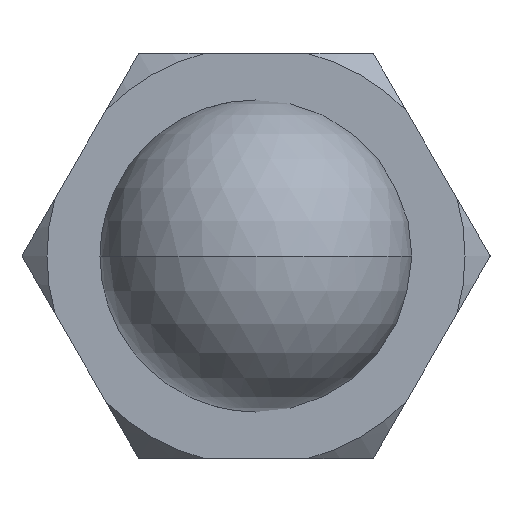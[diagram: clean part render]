
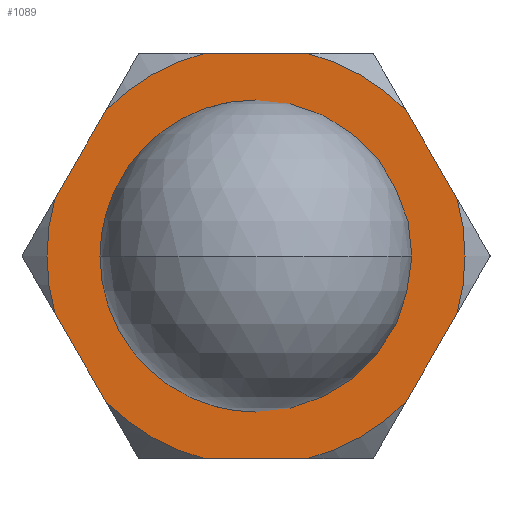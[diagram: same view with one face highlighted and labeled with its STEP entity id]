
A CAD part, left-side view. The second image highlights one B-rep face of the part: STEP entity #1089.
In plain terms, the highlighted planar face has unit normal (-1, 0, 0).
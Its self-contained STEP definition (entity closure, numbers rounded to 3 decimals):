
#13 = DIRECTION ( 'NONE',  ( 0., 0.5, 0.866 ) ) ;
#20 = CARTESIAN_POINT ( 'NONE',  ( -5., 7.304, -0.349 ) ) ;
#26 = AXIS2_PLACEMENT_3D ( 'NONE', #39, #36, #29 ) ;
#29 = DIRECTION ( 'NONE',  ( 0., 0., -1. ) ) ;
#36 = DIRECTION ( 'NONE',  ( 1., 0., 0. ) ) ;
#37 = DIRECTION ( 'NONE',  ( 0., 0., 1. ) ) ;
#39 = CARTESIAN_POINT ( 'NONE',  ( -5., 0., 0. ) ) ;
#42 = DIRECTION ( 'NONE',  ( -1., 0., 0. ) ) ;
#45 = CARTESIAN_POINT ( 'NONE',  ( -5., 0., 0. ) ) ;
#55 = CARTESIAN_POINT ( 'NONE',  ( -5., -1.625, -6.5 ) ) ;
#74 = CARTESIAN_POINT ( 'NONE',  ( -5., -1.625, 6.5 ) ) ;
#86 = AXIS2_PLACEMENT_3D ( 'NONE', #415, #389, #376 ) ;
#101 = DIRECTION ( 'NONE',  ( 0., 0., 1. ) ) ;
#105 = DIRECTION ( 'NONE',  ( -1., 0., 0. ) ) ;
#107 = CARTESIAN_POINT ( 'NONE',  ( -5., 0., 0. ) ) ;
#125 = CARTESIAN_POINT ( 'NONE',  ( -5., 7.304, 0.349 ) ) ;
#134 = DIRECTION ( 'NONE',  ( 0., -0.5, 0.866 ) ) ;
#147 = EDGE_LOOP ( 'NONE', ( #363, #369, #409, #410, #457, #1175, #1087, #1325, #526, #527, #251, #1184 ) ) ;
#161 = CARTESIAN_POINT ( 'NONE',  ( -5., -6.442, -1.843 ) ) ;
#164 = DIRECTION ( 'NONE',  ( 0., 0., 1. ) ) ;
#165 = DIRECTION ( 'NONE',  ( -1., 0., 0. ) ) ;
#169 = CARTESIAN_POINT ( 'NONE',  ( -5., 0., 0. ) ) ;
#190 = VECTOR ( 'NONE', #867, 1000. ) ;
#197 = DIRECTION ( 'NONE',  ( 0., 0., 1. ) ) ;
#199 = DIRECTION ( 'NONE',  ( -1., 0., 0. ) ) ;
#201 = AXIS2_PLACEMENT_3D ( 'NONE', #1317, #353, #1283 ) ;
#202 = CARTESIAN_POINT ( 'NONE',  ( -5., 0., 0. ) ) ;
#251 = ORIENTED_EDGE ( 'NONE', *, *, #666, .F. ) ;
#257 = AXIS2_PLACEMENT_3D ( 'NONE', #1276, #1226, #1010 ) ;
#274 = AXIS2_PLACEMENT_3D ( 'NONE', #45, #42, #37 ) ;
#279 = AXIS2_PLACEMENT_3D ( 'NONE', #107, #105, #101 ) ;
#292 = CARTESIAN_POINT ( 'NONE',  ( -5., -3.954, -6.151 ) ) ;
#293 = AXIS2_PLACEMENT_3D ( 'NONE', #202, #199, #197 ) ;
#298 = VECTOR ( 'NONE', #754, 1000. ) ;
#300 = AXIS2_PLACEMENT_3D ( 'NONE', #169, #165, #164 ) ;
#301 = ORIENTED_EDGE ( 'NONE', *, *, #1247, .T. ) ;
#324 = LINE ( 'NONE', #831, #298 ) ;
#353 = DIRECTION ( 'NONE',  ( 1., 0., 0. ) ) ;
#361 = ORIENTED_EDGE ( 'NONE', *, *, #644, .T. ) ;
#363 = ORIENTED_EDGE ( 'NONE', *, *, #1254, .F. ) ;
#369 = ORIENTED_EDGE ( 'NONE', *, *, #902, .T. ) ;
#371 = CIRCLE ( 'NONE', #402, 4.5 ) ;
#376 = DIRECTION ( 'NONE',  ( 0., 0., 1. ) ) ;
#389 = DIRECTION ( 'NONE',  ( -1., 0., 0. ) ) ;
#402 = AXIS2_PLACEMENT_3D ( 'NONE', #957, #958, #948 ) ;
#409 = ORIENTED_EDGE ( 'NONE', *, *, #1258, .F. ) ;
#410 = ORIENTED_EDGE ( 'NONE', *, *, #1221, .T. ) ;
#415 = CARTESIAN_POINT ( 'NONE',  ( -5., 0., 0. ) ) ;
#450 = DIRECTION ( 'NONE',  ( 0., 1., 0. ) ) ;
#457 = ORIENTED_EDGE ( 'NONE', *, *, #1274, .F. ) ;
#459 = CARTESIAN_POINT ( 'NONE',  ( -5., 1.625, -6.5 ) ) ;
#478 = VERTEX_POINT ( 'NONE', #594 ) ;
#526 = ORIENTED_EDGE ( 'NONE', *, *, #1305, .F. ) ;
#527 = ORIENTED_EDGE ( 'NONE', *, *, #933, .T. ) ;
#531 = CARTESIAN_POINT ( 'NONE',  ( -5., 4.817, 4.657 ) ) ;
#532 = VERTEX_POINT ( 'NONE', #574 ) ;
#544 = LINE ( 'NONE', #1396, #866 ) ;
#569 = VERTEX_POINT ( 'NONE', #649 ) ;
#574 = CARTESIAN_POINT ( 'NONE',  ( -5., -4.817, -4.657 ) ) ;
#576 = CARTESIAN_POINT ( 'NONE',  ( -5., -6.442, 1.843 ) ) ;
#594 = CARTESIAN_POINT ( 'NONE',  ( -5., 0., -4.5 ) ) ;
#623 = VERTEX_POINT ( 'NONE', #74 ) ;
#644 = EDGE_CURVE ( 'NONE', #1399, #478, #371, .T. ) ;
#649 = CARTESIAN_POINT ( 'NONE',  ( -5., -4.817, 4.657 ) ) ;
#655 = CARTESIAN_POINT ( 'NONE',  ( -5., 6.442, 1.843 ) ) ;
#662 = VERTEX_POINT ( 'NONE', #978 ) ;
#666 = EDGE_CURVE ( 'NONE', #662, #623, #324, .T. ) ;
#690 = CIRCLE ( 'NONE', #300, 6.7 ) ;
#710 = CARTESIAN_POINT ( 'NONE',  ( -5., 6.442, -1.843 ) ) ;
#754 = DIRECTION ( 'NONE',  ( 0., -1., 0. ) ) ;
#816 = VERTEX_POINT ( 'NONE', #531 ) ;
#831 = CARTESIAN_POINT ( 'NONE',  ( -5., 6.7, 6.5 ) ) ;
#833 = LINE ( 'NONE', #1347, #190 ) ;
#841 = VERTEX_POINT ( 'NONE', #459 ) ;
#847 = EDGE_LOOP ( 'NONE', ( #301, #361 ) ) ;
#853 = LINE ( 'NONE', #292, #1134 ) ;
#866 = VECTOR ( 'NONE', #450, 1000. ) ;
#867 = DIRECTION ( 'NONE',  ( 0., -0.5, -0.866 ) ) ;
#902 = EDGE_CURVE ( 'NONE', #1020, #1292, #946, .T. ) ;
#912 = CIRCLE ( 'NONE', #279, 6.7 ) ;
#915 = EDGE_CURVE ( 'NONE', #662, #816, #690, .T. ) ;
#933 = EDGE_CURVE ( 'NONE', #569, #623, #912, .T. ) ;
#946 = CIRCLE ( 'NONE', #293, 6.7 ) ;
#948 = DIRECTION ( 'NONE',  ( 0., 0., -1. ) ) ;
#952 = EDGE_CURVE ( 'NONE', #1402, #1169, #1130, .T. ) ;
#955 = VERTEX_POINT ( 'NONE', #55 ) ;
#957 = CARTESIAN_POINT ( 'NONE',  ( -5., 0., 0. ) ) ;
#958 = DIRECTION ( 'NONE',  ( 1., 0., 0. ) ) ;
#961 = CIRCLE ( 'NONE', #26, 4.5 ) ;
#970 = EDGE_CURVE ( 'NONE', #955, #532, #1129, .T. ) ;
#971 = LINE ( 'NONE', #20, #979 ) ;
#978 = CARTESIAN_POINT ( 'NONE',  ( -5., 1.625, 6.5 ) ) ;
#979 = VECTOR ( 'NONE', #13, 1000. ) ;
#986 = VECTOR ( 'NONE', #134, 1000. ) ;
#1010 = DIRECTION ( 'NONE',  ( 0., 0., 1. ) ) ;
#1012 = CIRCLE ( 'NONE', #86, 6.7 ) ;
#1020 = VERTEX_POINT ( 'NONE', #655 ) ;
#1085 = FACE_BOUND ( 'NONE', #847, .T. ) ;
#1087 = ORIENTED_EDGE ( 'NONE', *, *, #1297, .F. ) ;
#1089 = ADVANCED_FACE ( 'NONE', ( #1085, #1155 ), #1285, .F. ) ;
#1129 = CIRCLE ( 'NONE', #257, 6.7 ) ;
#1130 = CIRCLE ( 'NONE', #274, 6.7 ) ;
#1134 = VECTOR ( 'NONE', #1356, 1000. ) ;
#1155 = FACE_OUTER_BOUND ( 'NONE', #147, .T. ) ;
#1169 = VERTEX_POINT ( 'NONE', #576 ) ;
#1175 = ORIENTED_EDGE ( 'NONE', *, *, #970, .T. ) ;
#1184 = ORIENTED_EDGE ( 'NONE', *, *, #915, .T. ) ;
#1221 = EDGE_CURVE ( 'NONE', #1268, #841, #1012, .T. ) ;
#1226 = DIRECTION ( 'NONE',  ( -1., 0., 0. ) ) ;
#1247 = EDGE_CURVE ( 'NONE', #478, #1399, #961, .T. ) ;
#1254 = EDGE_CURVE ( 'NONE', #1020, #816, #1355, .T. ) ;
#1258 = EDGE_CURVE ( 'NONE', #1268, #1292, #971, .T. ) ;
#1268 = VERTEX_POINT ( 'NONE', #1413 ) ;
#1274 = EDGE_CURVE ( 'NONE', #955, #841, #544, .T. ) ;
#1276 = CARTESIAN_POINT ( 'NONE',  ( -5., 0., 0. ) ) ;
#1283 = DIRECTION ( 'NONE',  ( 0., 0., -1. ) ) ;
#1285 = PLANE ( 'NONE',  #201 ) ;
#1292 = VERTEX_POINT ( 'NONE', #710 ) ;
#1297 = EDGE_CURVE ( 'NONE', #1402, #532, #853, .T. ) ;
#1305 = EDGE_CURVE ( 'NONE', #569, #1169, #833, .T. ) ;
#1317 = CARTESIAN_POINT ( 'NONE',  ( -5., 6.7, 0. ) ) ;
#1325 = ORIENTED_EDGE ( 'NONE', *, *, #952, .T. ) ;
#1347 = CARTESIAN_POINT ( 'NONE',  ( -5., -3.954, 6.151 ) ) ;
#1355 = LINE ( 'NONE', #125, #986 ) ;
#1356 = DIRECTION ( 'NONE',  ( 0., 0.5, -0.866 ) ) ;
#1392 = CARTESIAN_POINT ( 'NONE',  ( -5., 0., 4.5 ) ) ;
#1396 = CARTESIAN_POINT ( 'NONE',  ( -5., 6.7, -6.5 ) ) ;
#1399 = VERTEX_POINT ( 'NONE', #1392 ) ;
#1402 = VERTEX_POINT ( 'NONE', #161 ) ;
#1413 = CARTESIAN_POINT ( 'NONE',  ( -5., 4.817, -4.657 ) ) ;
